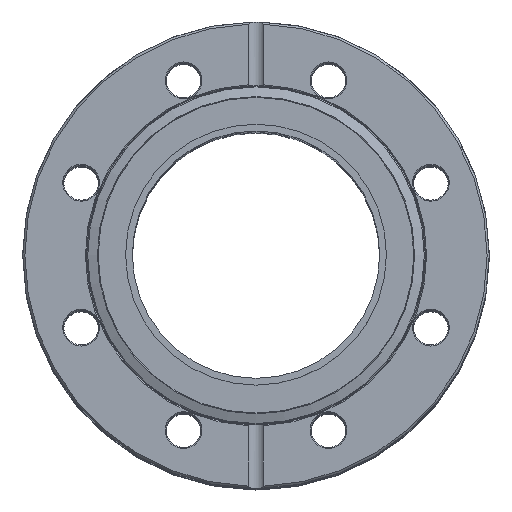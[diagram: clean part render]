
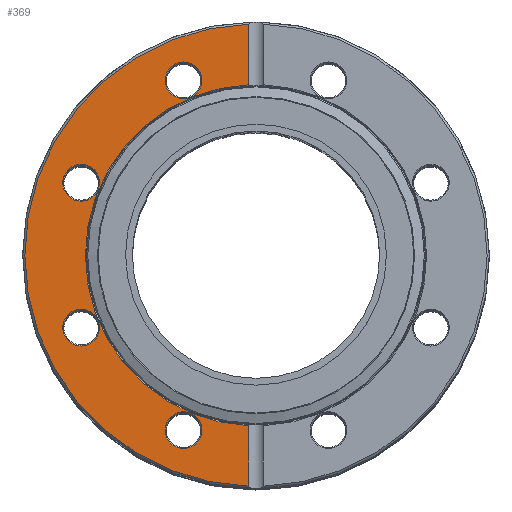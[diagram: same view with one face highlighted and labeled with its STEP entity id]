
A CAD part, top view. The second image highlights one B-rep face of the part: STEP entity #369.
In plain terms, the highlighted face is planar.
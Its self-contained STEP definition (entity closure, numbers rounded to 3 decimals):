
#369 = ADVANCED_FACE( '', ( #479, #480, #481, #482, #483 ), #484, .T. );
#479 = FACE_OUTER_BOUND( '', #824, .T. );
#480 = FACE_BOUND( '', #825, .T. );
#481 = FACE_BOUND( '', #826, .T. );
#482 = FACE_BOUND( '', #827, .T. );
#483 = FACE_BOUND( '', #828, .T. );
#484 = PLANE( '', #829 );
#824 = EDGE_LOOP( '', ( #1169, #1170, #1171, #1172 ) );
#825 = EDGE_LOOP( '', ( #1173 ) );
#826 = EDGE_LOOP( '', ( #1174 ) );
#827 = EDGE_LOOP( '', ( #1175 ) );
#828 = EDGE_LOOP( '', ( #1176 ) );
#829 = AXIS2_PLACEMENT_3D( '', #1177, #1178, #1179 );
#1169 = ORIENTED_EDGE( '', *, *, #1798, .T. );
#1170 = ORIENTED_EDGE( '', *, *, #1799, .T. );
#1171 = ORIENTED_EDGE( '', *, *, #1800, .F. );
#1172 = ORIENTED_EDGE( '', *, *, #1801, .T. );
#1173 = ORIENTED_EDGE( '', *, *, #1802, .T. );
#1174 = ORIENTED_EDGE( '', *, *, #1803, .T. );
#1175 = ORIENTED_EDGE( '', *, *, #1804, .T. );
#1176 = ORIENTED_EDGE( '', *, *, #1805, .T. );
#1177 = CARTESIAN_POINT( '', ( 0., 0., -9.525 ) );
#1178 = DIRECTION( '', ( 0., 0., -1. ) );
#1179 = DIRECTION( '', ( -1., 0., 0. ) );
#1798 = EDGE_CURVE( '', #1949, #1950, #1951, .T. );
#1799 = EDGE_CURVE( '', #1950, #1952, #1953, .F. );
#1800 = EDGE_CURVE( '', #1954, #1952, #1955, .T. );
#1801 = EDGE_CURVE( '', #1954, #1949, #1956, .T. );
#1802 = EDGE_CURVE( '', #1957, #1957, #1958, .F. );
#1803 = EDGE_CURVE( '', #1959, #1959, #1960, .F. );
#1804 = EDGE_CURVE( '', #1961, #1961, #1962, .F. );
#1805 = EDGE_CURVE( '', #1963, #1963, #1964, .F. );
#1949 = VERTEX_POINT( '', #2237 );
#1950 = VERTEX_POINT( '', #2238 );
#1951 = LINE( '', #2239, #2240 );
#1952 = VERTEX_POINT( '', #2241 );
#1953 = CIRCLE( '', #2242, 41.529 );
#1954 = VERTEX_POINT( '', #2243 );
#1955 = LINE( '', #2244, #2245 );
#1956 = CIRCLE( '', #2246, 56.261 );
#1957 = VERTEX_POINT( '', #2247 );
#1958 = CIRCLE( '', #2248, 4.47 );
#1959 = VERTEX_POINT( '', #2249 );
#1960 = CIRCLE( '', #2250, 4.47 );
#1961 = VERTEX_POINT( '', #2251 );
#1962 = CIRCLE( '', #2252, 4.47 );
#1963 = VERTEX_POINT( '', #2253 );
#1964 = CIRCLE( '', #2254, 4.47 );
#2237 = CARTESIAN_POINT( '', ( 1.769, -56.233, -9.525 ) );
#2238 = CARTESIAN_POINT( '', ( 1.769, -41.491, -9.525 ) );
#2239 = CARTESIAN_POINT( '', ( 1.769, -162.209, -9.525 ) );
#2240 = VECTOR( '', #2685, 1000. );
#2241 = CARTESIAN_POINT( '', ( 1.769, 41.491, -9.525 ) );
#2242 = AXIS2_PLACEMENT_3D( '', #2686, #2687, #2688 );
#2243 = CARTESIAN_POINT( '', ( 1.769, 56.233, -9.525 ) );
#2244 = CARTESIAN_POINT( '', ( 1.769, 162.209, -9.525 ) );
#2245 = VECTOR( '', #2689, 1000. );
#2246 = AXIS2_PLACEMENT_3D( '', #2690, #2691, #2692 );
#2247 = CARTESIAN_POINT( '', ( 13.162, 42.568, -9.525 ) );
#2248 = AXIS2_PLACEMENT_3D( '', #2693, #2694, #2695 );
#2249 = CARTESIAN_POINT( '', ( 38.098, 17.632, -9.525 ) );
#2250 = AXIS2_PLACEMENT_3D( '', #2696, #2697, #2698 );
#2251 = CARTESIAN_POINT( '', ( 38.098, -17.632, -9.525 ) );
#2252 = AXIS2_PLACEMENT_3D( '', #2699, #2700, #2701 );
#2253 = CARTESIAN_POINT( '', ( 13.162, -42.568, -9.525 ) );
#2254 = AXIS2_PLACEMENT_3D( '', #2702, #2703, #2704 );
#2685 = DIRECTION( '', ( 0., 1., 0. ) );
#2686 = CARTESIAN_POINT( '', ( 0., 0., -9.525 ) );
#2687 = DIRECTION( '', ( 0., 0., -1. ) );
#2688 = DIRECTION( '', ( -1., 0., 0. ) );
#2689 = DIRECTION( '', ( 0., -1., 0. ) );
#2690 = CARTESIAN_POINT( '', ( 0., 0., -9.525 ) );
#2691 = DIRECTION( '', ( 0., 0., -1. ) );
#2692 = DIRECTION( '', ( -1., 0., 0. ) );
#2693 = CARTESIAN_POINT( '', ( 17.632, 42.568, -9.525 ) );
#2694 = DIRECTION( '', ( 0., 0., -1. ) );
#2695 = DIRECTION( '', ( -1., 0., 0. ) );
#2696 = CARTESIAN_POINT( '', ( 42.568, 17.632, -9.525 ) );
#2697 = DIRECTION( '', ( 0., 0., -1. ) );
#2698 = DIRECTION( '', ( -1., 0., 0. ) );
#2699 = CARTESIAN_POINT( '', ( 42.568, -17.632, -9.525 ) );
#2700 = DIRECTION( '', ( 0., 0., -1. ) );
#2701 = DIRECTION( '', ( -1., 0., 0. ) );
#2702 = CARTESIAN_POINT( '', ( 17.632, -42.568, -9.525 ) );
#2703 = DIRECTION( '', ( 0., 0., -1. ) );
#2704 = DIRECTION( '', ( -1., 0., 0. ) );
